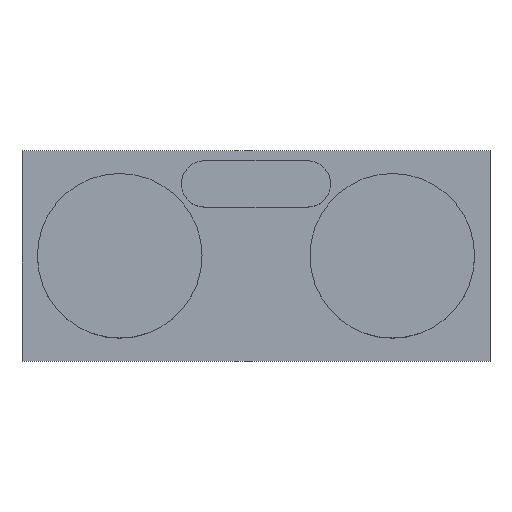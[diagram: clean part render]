
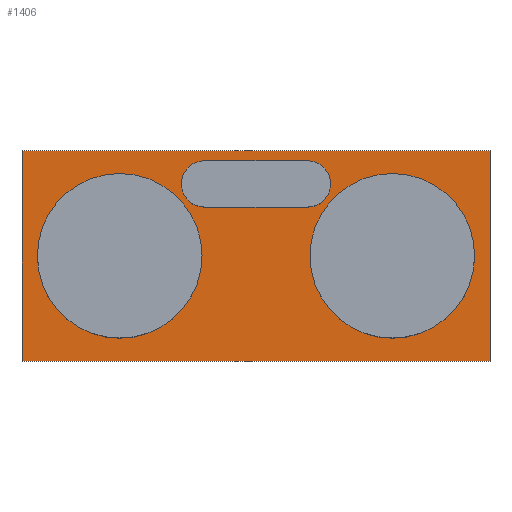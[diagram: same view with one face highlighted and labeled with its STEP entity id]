
A CAD part, top view. The second image highlights one B-rep face of the part: STEP entity #1406.
In plain terms, the highlighted planar face has unit normal (0, 0, 1).
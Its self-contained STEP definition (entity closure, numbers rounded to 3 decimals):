
#16 = CARTESIAN_POINT ( 'NONE',  ( 13.25, 0., 3. ) ) ;
#17 = AXIS2_PLACEMENT_3D ( 'NONE', #1767, #2062, #324 ) ;
#21 = AXIS2_PLACEMENT_3D ( 'NONE', #764, #2065, #1408 ) ;
#29 = AXIS2_PLACEMENT_3D ( 'NONE', #1944, #1301, #1774 ) ;
#37 = VERTEX_POINT ( 'NONE', #809 ) ;
#49 = DIRECTION ( 'NONE',  ( 0., 0., 1. ) ) ;
#87 = DIRECTION ( 'NONE',  ( 0., 0., 1. ) ) ;
#93 = DIRECTION ( 'NONE',  ( 1., 0., 0. ) ) ;
#103 = FACE_BOUND ( 'NONE', #1390, .T. ) ;
#107 = VERTEX_POINT ( 'NONE', #1778 ) ;
#119 = CARTESIAN_POINT ( 'NONE',  ( 22.75, 10.25, 3. ) ) ;
#152 = AXIS2_PLACEMENT_3D ( 'NONE', #16, #49, #501 ) ;
#153 = CIRCLE ( 'NONE', #1510, 8. ) ;
#192 = EDGE_CURVE ( 'NONE', #880, #454, #571, .T. ) ;
#232 = CARTESIAN_POINT ( 'NONE',  ( -13.25, 0., 3. ) ) ;
#239 = CARTESIAN_POINT ( 'NONE',  ( 22.75, -10.25, 3. ) ) ;
#241 = VERTEX_POINT ( 'NONE', #119 ) ;
#242 = DIRECTION ( 'NONE',  ( 0., 0., 1. ) ) ;
#296 = CIRCLE ( 'NONE', #1792, 8. ) ;
#304 = CARTESIAN_POINT ( 'NONE',  ( -22.75, 10.25, 3. ) ) ;
#320 = CARTESIAN_POINT ( 'NONE',  ( 5.25, 0., 3. ) ) ;
#324 = DIRECTION ( 'NONE',  ( 1., 0., 0. ) ) ;
#348 = EDGE_CURVE ( 'NONE', #1910, #450, #746, .T. ) ;
#375 = LINE ( 'NONE', #1706, #1506 ) ;
#377 = VERTEX_POINT ( 'NONE', #1804 ) ;
#379 = LINE ( 'NONE', #1632, #1889 ) ;
#397 = AXIS2_PLACEMENT_3D ( 'NONE', #548, #87, #881 ) ;
#398 = AXIS2_PLACEMENT_3D ( 'NONE', #232, #1992, #711 ) ;
#413 = FACE_OUTER_BOUND ( 'NONE', #1901, .T. ) ;
#414 = CARTESIAN_POINT ( 'NONE',  ( 0., -10.25, 3. ) ) ;
#450 = VERTEX_POINT ( 'NONE', #1199 ) ;
#454 = VERTEX_POINT ( 'NONE', #239 ) ;
#482 = CARTESIAN_POINT ( 'NONE',  ( 21.25, 0., 3. ) ) ;
#485 = VERTEX_POINT ( 'NONE', #1543 ) ;
#501 = DIRECTION ( 'NONE',  ( 1., 0., 0. ) ) ;
#537 = DIRECTION ( 'NONE',  ( 0., 1., 0. ) ) ;
#546 = DIRECTION ( 'NONE',  ( 0., 1., 0. ) ) ;
#548 = CARTESIAN_POINT ( 'NONE',  ( 0., 0., 3. ) ) ;
#554 = LINE ( 'NONE', #1876, #920 ) ;
#571 = LINE ( 'NONE', #414, #1939 ) ;
#579 = VERTEX_POINT ( 'NONE', #320 ) ;
#599 = VECTOR ( 'NONE', #546, 1000. ) ;
#600 = VERTEX_POINT ( 'NONE', #482 ) ;
#610 = VERTEX_POINT ( 'NONE', #304 ) ;
#711 = DIRECTION ( 'NONE',  ( 1., 0., 0. ) ) ;
#734 = EDGE_LOOP ( 'NONE', ( #1071, #1582 ) ) ;
#738 = DIRECTION ( 'NONE',  ( 1., 0., 0. ) ) ;
#744 = PLANE ( 'NONE',  #397 ) ;
#746 = CIRCLE ( 'NONE', #29, 2.25 ) ;
#764 = CARTESIAN_POINT ( 'NONE',  ( -5., 7., 3. ) ) ;
#808 = EDGE_CURVE ( 'NONE', #107, #1724, #1444, .T. ) ;
#809 = CARTESIAN_POINT ( 'NONE',  ( -21.25, 0., 3. ) ) ;
#822 = CARTESIAN_POINT ( 'NONE',  ( -22.75, -10.25, 3. ) ) ;
#880 = VERTEX_POINT ( 'NONE', #822 ) ;
#881 = DIRECTION ( 'NONE',  ( 1., 0., 0. ) ) ;
#903 = FACE_BOUND ( 'NONE', #1941, .T. ) ;
#920 = VECTOR ( 'NONE', #93, 1000. ) ;
#946 = ORIENTED_EDGE ( 'NONE', *, *, #969, .F. ) ;
#969 = EDGE_CURVE ( 'NONE', #600, #579, #1064, .T. ) ;
#1011 = ORIENTED_EDGE ( 'NONE', *, *, #1763, .F. ) ;
#1016 = DIRECTION ( 'NONE',  ( 1., 0., 0. ) ) ;
#1039 = DIRECTION ( 'NONE',  ( 1., 0., 0. ) ) ;
#1052 = DIRECTION ( 'NONE',  ( 1., 0., 0. ) ) ;
#1063 = CARTESIAN_POINT ( 'NONE',  ( 13.25, 0., 3. ) ) ;
#1064 = CIRCLE ( 'NONE', #152, 8. ) ;
#1071 = ORIENTED_EDGE ( 'NONE', *, *, #1675, .F. ) ;
#1082 = CARTESIAN_POINT ( 'NONE',  ( 0., 9.25, 3. ) ) ;
#1115 = EDGE_CURVE ( 'NONE', #579, #600, #153, .T. ) ;
#1191 = CARTESIAN_POINT ( 'NONE',  ( -13.25, 0., 3. ) ) ;
#1199 = CARTESIAN_POINT ( 'NONE',  ( 5., 9.25, 3. ) ) ;
#1204 = ORIENTED_EDGE ( 'NONE', *, *, #1115, .F. ) ;
#1226 = DIRECTION ( 'NONE',  ( 0., 0., 1. ) ) ;
#1230 = CARTESIAN_POINT ( 'NONE',  ( 22.75, 0., 3. ) ) ;
#1232 = ORIENTED_EDGE ( 'NONE', *, *, #1327, .F. ) ;
#1301 = DIRECTION ( 'NONE',  ( 0., 0., 1. ) ) ;
#1327 = EDGE_CURVE ( 'NONE', #377, #1910, #379, .T. ) ;
#1341 = ORIENTED_EDGE ( 'NONE', *, *, #808, .F. ) ;
#1369 = ORIENTED_EDGE ( 'NONE', *, *, #192, .T. ) ;
#1371 = ORIENTED_EDGE ( 'NONE', *, *, #1689, .T. ) ;
#1383 = CARTESIAN_POINT ( 'NONE',  ( -7.25, 7., 3. ) ) ;
#1390 = EDGE_LOOP ( 'NONE', ( #1204, #946 ) ) ;
#1406 = ADVANCED_FACE ( 'NONE', ( #903, #103, #1863, #413 ), #744, .T. ) ;
#1408 = DIRECTION ( 'NONE',  ( 1., 0., 0. ) ) ;
#1444 = CIRCLE ( 'NONE', #21, 2.25 ) ;
#1496 = ORIENTED_EDGE ( 'NONE', *, *, #1502, .T. ) ;
#1502 = EDGE_CURVE ( 'NONE', #107, #450, #1733, .T. ) ;
#1506 = VECTOR ( 'NONE', #537, 1000. ) ;
#1510 = AXIS2_PLACEMENT_3D ( 'NONE', #1063, #1226, #738 ) ;
#1529 = EDGE_CURVE ( 'NONE', #1724, #377, #1755, .T. ) ;
#1543 = CARTESIAN_POINT ( 'NONE',  ( -5.25, 0., 3. ) ) ;
#1582 = ORIENTED_EDGE ( 'NONE', *, *, #1726, .F. ) ;
#1624 = ORIENTED_EDGE ( 'NONE', *, *, #2080, .F. ) ;
#1632 = CARTESIAN_POINT ( 'NONE',  ( 0., 4.75, 3. ) ) ;
#1648 = VECTOR ( 'NONE', #2052, 1000. ) ;
#1675 = EDGE_CURVE ( 'NONE', #37, #485, #1892, .T. ) ;
#1689 = EDGE_CURVE ( 'NONE', #454, #241, #1700, .T. ) ;
#1700 = LINE ( 'NONE', #1230, #599 ) ;
#1706 = CARTESIAN_POINT ( 'NONE',  ( -22.75, 0., 3. ) ) ;
#1724 = VERTEX_POINT ( 'NONE', #1383 ) ;
#1726 = EDGE_CURVE ( 'NONE', #485, #37, #296, .T. ) ;
#1733 = LINE ( 'NONE', #1082, #1648 ) ;
#1755 = CIRCLE ( 'NONE', #17, 2.25 ) ;
#1763 = EDGE_CURVE ( 'NONE', #610, #241, #554, .T. ) ;
#1767 = CARTESIAN_POINT ( 'NONE',  ( -5., 7., 3. ) ) ;
#1774 = DIRECTION ( 'NONE',  ( 1., 0., 0. ) ) ;
#1778 = CARTESIAN_POINT ( 'NONE',  ( -5., 9.25, 3. ) ) ;
#1792 = AXIS2_PLACEMENT_3D ( 'NONE', #1191, #242, #1039 ) ;
#1804 = CARTESIAN_POINT ( 'NONE',  ( -5., 4.75, 3. ) ) ;
#1828 = ORIENTED_EDGE ( 'NONE', *, *, #348, .F. ) ;
#1863 = FACE_BOUND ( 'NONE', #734, .T. ) ;
#1876 = CARTESIAN_POINT ( 'NONE',  ( 0., 10.25, 3. ) ) ;
#1889 = VECTOR ( 'NONE', #1016, 1000. ) ;
#1892 = CIRCLE ( 'NONE', #398, 8. ) ;
#1901 = EDGE_LOOP ( 'NONE', ( #1369, #1371, #1011, #1624 ) ) ;
#1910 = VERTEX_POINT ( 'NONE', #2059 ) ;
#1929 = ORIENTED_EDGE ( 'NONE', *, *, #1529, .F. ) ;
#1939 = VECTOR ( 'NONE', #1052, 1000. ) ;
#1941 = EDGE_LOOP ( 'NONE', ( #1828, #1232, #1929, #1341, #1496 ) ) ;
#1944 = CARTESIAN_POINT ( 'NONE',  ( 5., 7., 3. ) ) ;
#1992 = DIRECTION ( 'NONE',  ( 0., 0., 1. ) ) ;
#2052 = DIRECTION ( 'NONE',  ( 1., 0., 0. ) ) ;
#2059 = CARTESIAN_POINT ( 'NONE',  ( 5., 4.75, 3. ) ) ;
#2062 = DIRECTION ( 'NONE',  ( 0., 0., 1. ) ) ;
#2065 = DIRECTION ( 'NONE',  ( 0., 0., 1. ) ) ;
#2080 = EDGE_CURVE ( 'NONE', #880, #610, #375, .T. ) ;
